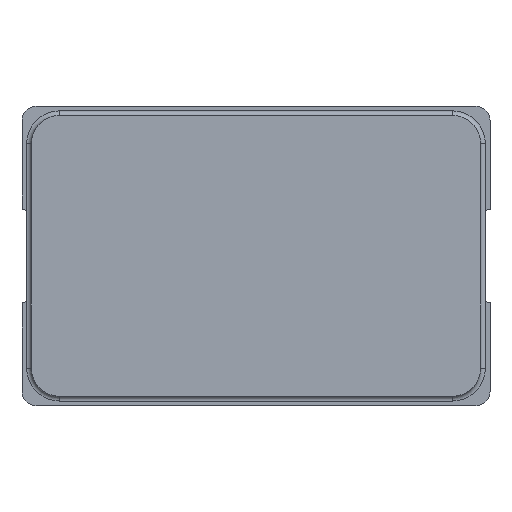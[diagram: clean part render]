
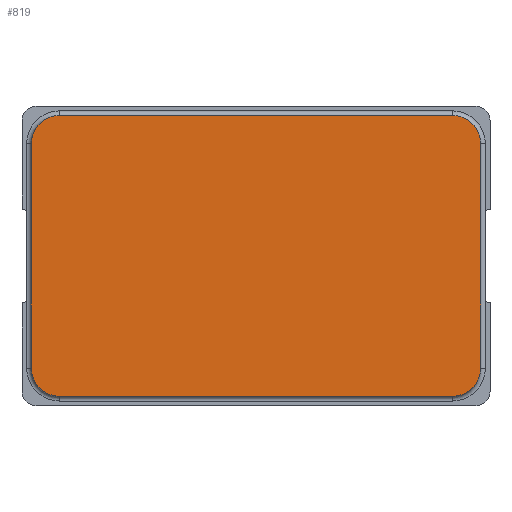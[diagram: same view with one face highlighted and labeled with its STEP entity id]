
A CAD part, top view. The second image highlights one B-rep face of the part: STEP entity #819.
In plain terms, the highlighted planar face has unit normal (0, 0, 1).
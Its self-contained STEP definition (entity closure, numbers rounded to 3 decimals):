
#45=PLANE('',#914);
#90=FACE_OUTER_BOUND('',#135,.T.);
#135=EDGE_LOOP('',(#751,#752,#753,#754,#755,#756,#757,#758));
#161=LINE('',#1262,#242);
#164=LINE('',#1270,#245);
#194=LINE('',#1348,#275);
#196=LINE('',#1354,#277);
#242=VECTOR('',#1024,10.);
#245=VECTOR('',#1033,10.);
#275=VECTOR('',#1103,10.);
#277=VECTOR('',#1111,10.);
#322=CIRCLE('',#873,0.3);
#323=CIRCLE('',#876,0.3);
#332=CIRCLE('',#896,0.3);
#333=CIRCLE('',#899,0.3);
#366=VERTEX_POINT('',#1254);
#367=VERTEX_POINT('',#1256);
#368=VERTEX_POINT('',#1260);
#369=VERTEX_POINT('',#1264);
#370=VERTEX_POINT('',#1268);
#397=VERTEX_POINT('',#1342);
#398=VERTEX_POINT('',#1344);
#399=VERTEX_POINT('',#1350);
#455=EDGE_CURVE('',#366,#367,#322,.T.);
#458=EDGE_CURVE('',#366,#368,#161,.T.);
#460=EDGE_CURVE('',#369,#368,#323,.T.);
#462=EDGE_CURVE('',#369,#370,#164,.T.);
#499=EDGE_CURVE('',#397,#398,#332,.T.);
#501=EDGE_CURVE('',#397,#367,#194,.T.);
#503=EDGE_CURVE('',#399,#370,#333,.T.);
#504=EDGE_CURVE('',#399,#398,#196,.T.);
#751=ORIENTED_EDGE('',*,*,#460,.F.);
#752=ORIENTED_EDGE('',*,*,#462,.T.);
#753=ORIENTED_EDGE('',*,*,#503,.F.);
#754=ORIENTED_EDGE('',*,*,#504,.T.);
#755=ORIENTED_EDGE('',*,*,#499,.F.);
#756=ORIENTED_EDGE('',*,*,#501,.T.);
#757=ORIENTED_EDGE('',*,*,#455,.F.);
#758=ORIENTED_EDGE('',*,*,#458,.T.);
#819=ADVANCED_FACE('',(#90),#45,.T.);
#873=AXIS2_PLACEMENT_3D('',#1257,#1018,#1019);
#876=AXIS2_PLACEMENT_3D('',#1266,#1028,#1029);
#896=AXIS2_PLACEMENT_3D('',#1345,#1098,#1099);
#899=AXIS2_PLACEMENT_3D('',#1352,#1107,#1108);
#914=AXIS2_PLACEMENT_3D('',#1396,#1158,#1159);
#1018=DIRECTION('center_axis',(0.,0.,-1.));
#1019=DIRECTION('ref_axis',(0.707,-0.707,0.));
#1024=DIRECTION('',(0.,1.,0.));
#1028=DIRECTION('center_axis',(0.,0.,-1.));
#1029=DIRECTION('ref_axis',(0.707,0.707,0.));
#1033=DIRECTION('',(-1.,0.,0.));
#1098=DIRECTION('center_axis',(0.,0.,-1.));
#1099=DIRECTION('ref_axis',(-0.707,-0.707,0.));
#1103=DIRECTION('',(1.,0.,0.));
#1107=DIRECTION('center_axis',(0.,0.,-1.));
#1108=DIRECTION('ref_axis',(-0.707,0.707,0.));
#1111=DIRECTION('',(0.,-1.,0.));
#1158=DIRECTION('center_axis',(0.,0.,1.));
#1159=DIRECTION('ref_axis',(1.,0.,0.));
#1254=CARTESIAN_POINT('',(2.4,-1.2,1.2));
#1256=CARTESIAN_POINT('',(2.1,-1.5,1.2));
#1257=CARTESIAN_POINT('Origin',(2.1,-1.2,1.2));
#1260=CARTESIAN_POINT('',(2.4,1.2,1.2));
#1262=CARTESIAN_POINT('',(2.4,-1.5,1.2));
#1264=CARTESIAN_POINT('',(2.1,1.5,1.2));
#1266=CARTESIAN_POINT('Origin',(2.1,1.2,1.2));
#1268=CARTESIAN_POINT('',(-2.1,1.5,1.2));
#1270=CARTESIAN_POINT('',(2.4,1.5,1.2));
#1342=CARTESIAN_POINT('',(-2.1,-1.5,1.2));
#1344=CARTESIAN_POINT('',(-2.4,-1.2,1.2));
#1345=CARTESIAN_POINT('Origin',(-2.1,-1.2,1.2));
#1348=CARTESIAN_POINT('',(-2.4,-1.5,1.2));
#1350=CARTESIAN_POINT('',(-2.4,1.2,1.2));
#1352=CARTESIAN_POINT('Origin',(-2.1,1.2,1.2));
#1354=CARTESIAN_POINT('',(-2.4,1.5,1.2));
#1396=CARTESIAN_POINT('Origin',(0.,0.,1.2));
